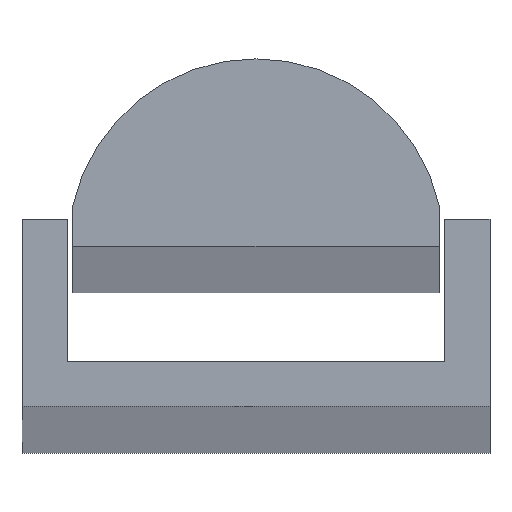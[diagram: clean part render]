
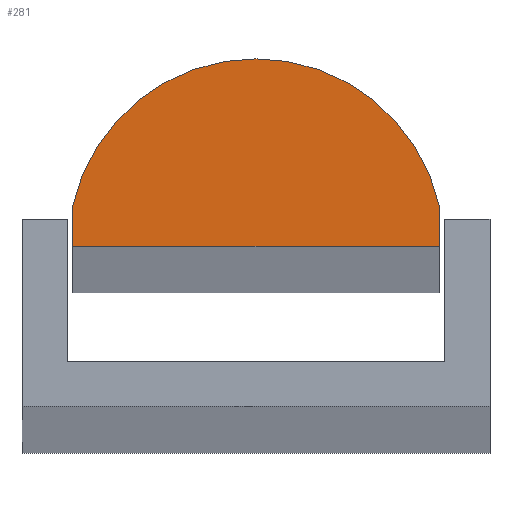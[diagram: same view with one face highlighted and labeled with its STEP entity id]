
A CAD part, top view. The second image highlights one B-rep face of the part: STEP entity #281.
In plain terms, the highlighted planar face has unit normal (0, 0, 1).
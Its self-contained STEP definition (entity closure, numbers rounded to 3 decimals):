
#16=CIRCLE('',#312,7.016);
#34=FACE_OUTER_BOUND('',#50,.T.);
#50=EDGE_LOOP('',(#244,#245,#246,#247));
#78=LINE('',#446,#112);
#82=LINE('',#455,#116);
#85=LINE('',#462,#119);
#112=VECTOR('',#366,10.);
#116=VECTOR('',#372,10.);
#119=VECTOR('',#383,10.);
#138=VERTEX_POINT('',#443);
#139=VERTEX_POINT('',#445);
#142=VERTEX_POINT('',#452);
#143=VERTEX_POINT('',#454);
#170=EDGE_CURVE('',#138,#139,#78,.T.);
#174=EDGE_CURVE('',#143,#142,#82,.T.);
#177=EDGE_CURVE('',#143,#138,#16,.T.);
#179=EDGE_CURVE('',#142,#139,#85,.T.);
#244=ORIENTED_EDGE('',*,*,#179,.T.);
#245=ORIENTED_EDGE('',*,*,#170,.F.);
#246=ORIENTED_EDGE('',*,*,#177,.F.);
#247=ORIENTED_EDGE('',*,*,#174,.T.);
#265=PLANE('',#314);
#281=ADVANCED_FACE('',(#34),#265,.T.);
#312=AXIS2_PLACEMENT_3D('',#459,#378,#379);
#314=AXIS2_PLACEMENT_3D('',#463,#384,#385);
#366=DIRECTION('',(0.,-1.,0.));
#372=DIRECTION('',(0.,-1.,0.));
#378=DIRECTION('center_axis',(0.,0.,-1.));
#379=DIRECTION('ref_axis',(0.,1.,0.));
#383=DIRECTION('',(1.,0.,0.));
#384=DIRECTION('center_axis',(0.,0.,1.));
#385=DIRECTION('ref_axis',(1.,0.,0.));
#443=CARTESIAN_POINT('',(6.85,7.5,1000.));
#445=CARTESIAN_POINT('',(6.85,6.,1000.));
#446=CARTESIAN_POINT('',(6.85,7.5,1000.));
#452=CARTESIAN_POINT('',(-6.85,6.,1000.));
#454=CARTESIAN_POINT('',(-6.85,7.5,1000.));
#455=CARTESIAN_POINT('',(-6.85,7.5,1000.));
#459=CARTESIAN_POINT('Origin',(0.,5.984,1000.));
#462=CARTESIAN_POINT('',(-6.85,6.,1000.));
#463=CARTESIAN_POINT('Origin',(-3.425,9.5,1000.));
